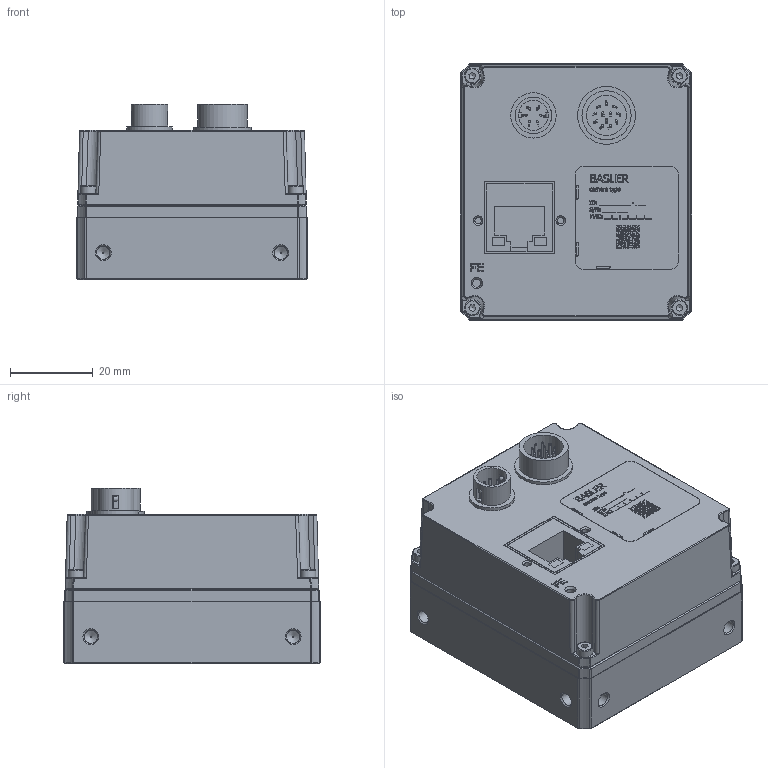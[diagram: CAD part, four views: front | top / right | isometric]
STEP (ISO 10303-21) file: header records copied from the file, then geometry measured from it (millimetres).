
FILE_DESCRIPTION((''),'2;1');
FILE_NAME('135368071121IP01887702.stp','2012-11-23T15:33:29',(''),(''),'Autodesk Inventor 2011','Autodesk Inventor 2011','');
FILE_SCHEMA(('AUTOMOTIVE_DESIGN { 1 0 10303 214 1 1 1 1 }'));
Length unit declared in the file: millimetre
Products named in the file (1): 135368071121IP01887702
Bounding box: 56 x 62 x 42.42 mm (x, y, z)
Volume: 113640.5 mm3; surface area: 18707.8 mm2
Topology: 3 solids, 24 shells, 1592 faces, 4400 edges, 2902 vertices
Faces by surface type: plane 917, cylinder 278, bspline 260, cone 106, sphere 19, torus 12
Full cylindrical faces by diameter (mm): 0.55 x6, 0.6 x12, 1.567 x2, 2 x4, 2.013 x5, 3.242 x12, 3.8 x4, 7.25 x1, 8.85 x1, 9.7 x1, 11 x1, 11.9 x1, 14 x1, 46.7 x1, 47 x1
Entity records: 54770 total; most frequent: CARTESIAN_POINT 14966, ORIENTED_EDGE 8426, DIRECTION 6729, EDGE_CURVE 4213, VERTEX_POINT 2847, VECTOR 2685, LINE 2685, AXIS2_PLACEMENT_3D 2022
